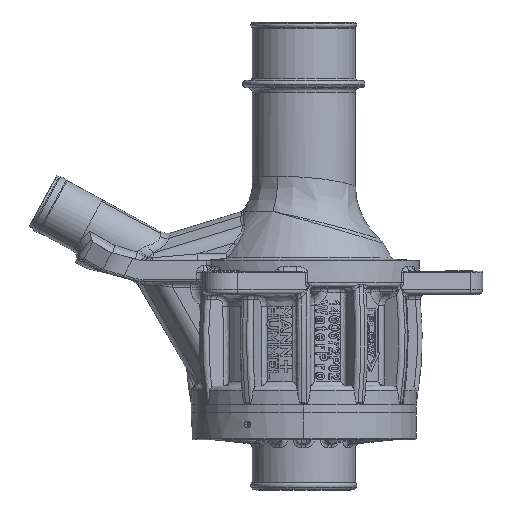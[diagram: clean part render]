
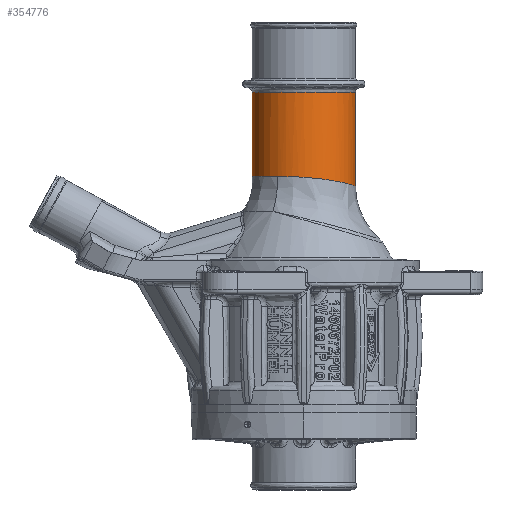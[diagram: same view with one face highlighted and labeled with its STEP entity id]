
A CAD part, front view. The second image highlights one B-rep face of the part: STEP entity #354776.
In plain terms, the highlighted cylindrical face has radius 22.1 mm (diameter 44.2 mm), a partial arc.
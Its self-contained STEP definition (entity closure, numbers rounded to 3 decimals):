
#342236=CARTESIAN_POINT('',(-11.138,-19.088,33.997));
#342237=VERTEX_POINT('',#342236);
#342251=CARTESIAN_POINT('',(-0.015,-0.01,33.997));
#342256=DIRECTION('',(0.,0.,-1.));
#342261=DIRECTION('',(-0.504,-0.864,0.));
#342266=AXIS2_PLACEMENT_3D('',#342251,#342256,#342261);
#342271=CIRCLE('',#342266,22.083);
#342276=CARTESIAN_POINT('',(-22.099,0.,33.997));
#342277=VERTEX_POINT('',#342276);
#342281=EDGE_CURVE('',#342237,#342277,#342271,.T.);
#354376=CARTESIAN_POINT('',(22.1,0.,29.929));
#354377=VERTEX_POINT('',#354376);
#354476=CARTESIAN_POINT('',(22.1,0.,29.929));
#354481=DIRECTION('',(0.,0.,1.));
#354486=VECTOR('',#354481,1.);
#354491=LINE('',#354476,#354486);
#354496=CARTESIAN_POINT('',(22.1,0.,70.));
#354497=VERTEX_POINT('',#354496);
#354501=EDGE_CURVE('',#354377,#354497,#354491,.T.);
#354521=CARTESIAN_POINT('',(-22.099,0.,33.997));
#354526=DIRECTION('',(0.,0.,1.));
#354531=VECTOR('',#354526,1.);
#354536=LINE('',#354521,#354531);
#354541=CARTESIAN_POINT('',(-22.1,0.,70.));
#354542=VERTEX_POINT('',#354541);
#354546=EDGE_CURVE('',#342277,#354542,#354536,.T.);
#354606=CARTESIAN_POINT('',(0.,0.,22.449));
#354611=DIRECTION('',(0.,0.,1.));
#354616=DIRECTION('',(-1.,0.,-0.));
#354621=AXIS2_PLACEMENT_3D('',#354606,#354611,#354616);
#354626=CYLINDRICAL_SURFACE('',#354621,22.1);
#354631=ORIENTED_EDGE('',*,*,#354546,.F.);
#354636=ORIENTED_EDGE('',*,*,#342281,.F.);
#354641=CARTESIAN_POINT('',(22.1,0.,29.929));
#354646=CARTESIAN_POINT('',(22.101,-2.877,29.929));
#354651=CARTESIAN_POINT('',(21.539,-5.757,30.121));
#354656=CARTESIAN_POINT('',(19.052,-11.745,30.834));
#354661=CARTESIAN_POINT('',(16.855,-14.788,31.403));
#354666=CARTESIAN_POINT('',(11.863,-18.831,32.331));
#354671=CARTESIAN_POINT('',(9.459,-20.164,32.7));
#354676=CARTESIAN_POINT('',(4.189,-21.875,33.316));
#354681=CARTESIAN_POINT('',(1.324,-22.249,33.562));
#354686=CARTESIAN_POINT('',(-4.44,-21.842,33.892));
#354691=CARTESIAN_POINT('',(-7.334,-21.058,33.975));
#354696=CARTESIAN_POINT('',(-10.375,-19.518,33.996));
#354701=CARTESIAN_POINT('',(-10.76,-19.309,33.997));
#354706=CARTESIAN_POINT('',(-11.138,-19.088,33.997));
#354711=B_SPLINE_CURVE_WITH_KNOTS('',3,(#354641,#354646,#354651,#354656,#354661,#354666,#354671,#354676,#354681,#354686,#354691,#354696,#354701,#354706),.UNSPECIFIED.,.F.,.U.,(4,2,2,2,2,2,4),(0.,0.207,0.456,0.629,0.802,0.975,1.),.UNSPECIFIED.);
#354716=EDGE_CURVE('',#354377,#342237,#354711,.T.);
#354721=ORIENTED_EDGE('',*,*,#354716,.F.);
#354726=ORIENTED_EDGE('',*,*,#354501,.T.);
#354731=CARTESIAN_POINT('',(0.,0.,70.));
#354736=DIRECTION('',(0.,0.,-1.));
#354741=DIRECTION('',(1.,0.,0.));
#354746=AXIS2_PLACEMENT_3D('',#354731,#354736,#354741);
#354751=CIRCLE('',#354746,22.1);
#354756=EDGE_CURVE('',#354497,#354542,#354751,.T.);
#354761=ORIENTED_EDGE('',*,*,#354756,.T.);
#354766=EDGE_LOOP('',(#354631,#354636,#354721,#354726,#354761));
#354771=FACE_OUTER_BOUND('',#354766,.T.);
#354776=ADVANCED_FACE('',(#354771),#354626,.T.);
